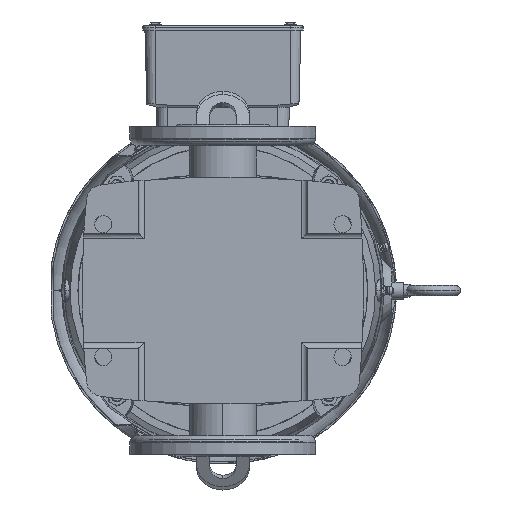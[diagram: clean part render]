
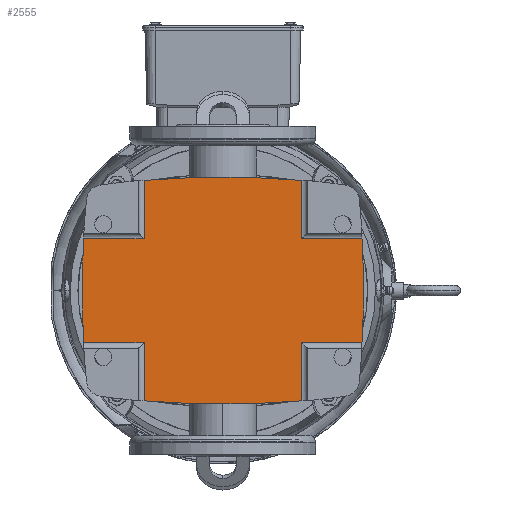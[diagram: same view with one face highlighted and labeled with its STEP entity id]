
A CAD part, front view. The second image highlights one B-rep face of the part: STEP entity #2555.
In plain terms, the highlighted planar face has unit normal (0, -1, 0).
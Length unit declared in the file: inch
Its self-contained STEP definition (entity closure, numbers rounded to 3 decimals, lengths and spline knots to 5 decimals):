
#455 = VERTEX_POINT ( 'NONE', #76077 ) ;
#946 = CARTESIAN_POINT ( 'NONE',  ( 1.54265, 0.19685, 4.11924 ) ) ;
#1826 = LINE ( 'NONE', #13353, #77329 ) ;
#2555 = ADVANCED_FACE ( 'NONE', ( #15165 ), #5458, .F. ) ;
#2932 = CIRCLE ( 'NONE', #66665, 26.47079 ) ;
#4777 = CARTESIAN_POINT ( 'NONE',  ( 0., 0.19685, -23.10236 ) ) ;
#5458 = PLANE ( 'NONE',  #57390 ) ;
#5506 = DIRECTION ( 'NONE',  ( 1., 0., 0. ) ) ;
#5562 = VERTEX_POINT ( 'NONE', #37677 ) ;
#6270 = CARTESIAN_POINT ( 'NONE',  ( 3.26434, 0.19685, -2.33625 ) ) ;
#6311 = EDGE_CURVE ( 'NONE', #455, #13643, #34316, .T. ) ;
#6829 = CIRCLE ( 'NONE', #53776, 27.26527 ) ;
#7541 = ORIENTED_EDGE ( 'NONE', *, *, #69034, .T. ) ;
#7606 = DIRECTION ( 'NONE',  ( 0., 1., 0. ) ) ;
#8246 = CARTESIAN_POINT ( 'NONE',  ( 0., 0.19685, -23.10236 ) ) ;
#9296 = DIRECTION ( 'NONE',  ( 0., 0., 1. ) ) ;
#10793 = CARTESIAN_POINT ( 'NONE',  ( -1.54265, 0.19685, -4.11924 ) ) ;
#10928 = EDGE_CURVE ( 'NONE', #59285, #5562, #32940, .T. ) ;
#10960 = EDGE_CURVE ( 'NONE', #56638, #54332, #64647, .T. ) ;
#12580 = CARTESIAN_POINT ( 'NONE',  ( -1.54265, 0.19685, -4.59646 ) ) ;
#12726 = LINE ( 'NONE', #16195, #33294 ) ;
#12957 = CARTESIAN_POINT ( 'NONE',  ( -1.54265, 0.19685, -4.59646 ) ) ;
#13353 = CARTESIAN_POINT ( 'NONE',  ( -4.59646, 0.19685, -2.33625 ) ) ;
#13643 = VERTEX_POINT ( 'NONE', #68678 ) ;
#14512 = ORIENTED_EDGE ( 'NONE', *, *, #76230, .T. ) ;
#15165 = FACE_OUTER_BOUND ( 'NONE', #45915, .T. ) ;
#15521 = VERTEX_POINT ( 'NONE', #22197 ) ;
#16195 = CARTESIAN_POINT ( 'NONE',  ( -4.59646, 0.19685, 2.33625 ) ) ;
#16227 = ORIENTED_EDGE ( 'NONE', *, *, #24271, .F. ) ;
#17678 = DIRECTION ( 'NONE',  ( 0., 1., 0. ) ) ;
#18284 = EDGE_CURVE ( 'NONE', #13643, #28852, #52512, .T. ) ;
#18514 = CARTESIAN_POINT ( 'NONE',  ( -3.26434, 0.19685, -2.33625 ) ) ;
#18852 = LINE ( 'NONE', #69426, #62665 ) ;
#19909 = ORIENTED_EDGE ( 'NONE', *, *, #18284, .F. ) ;
#20358 = VECTOR ( 'NONE', #48039, 39.37008 ) ;
#20888 = LINE ( 'NONE', #12957, #66579 ) ;
#20988 = EDGE_CURVE ( 'NONE', #65949, #31730, #18852, .T. ) ;
#21537 = ORIENTED_EDGE ( 'NONE', *, *, #66856, .F. ) ;
#21676 = ORIENTED_EDGE ( 'NONE', *, *, #68707, .F. ) ;
#21783 = CARTESIAN_POINT ( 'NONE',  ( 23.10315, 0.19685, 0. ) ) ;
#22197 = CARTESIAN_POINT ( 'NONE',  ( -1.54265, 0.19685, -2.33625 ) ) ;
#22544 = ORIENTED_EDGE ( 'NONE', *, *, #75784, .F. ) ;
#23634 = AXIS2_PLACEMENT_3D ( 'NONE', #47436, #42194, #71885 ) ;
#24025 = CARTESIAN_POINT ( 'NONE',  ( -1.54265, 0.19685, 2.33625 ) ) ;
#24271 = EDGE_CURVE ( 'NONE', #28852, #15521, #48274, .T. ) ;
#25016 = DIRECTION ( 'NONE',  ( 0., 0., 1. ) ) ;
#26051 = CARTESIAN_POINT ( 'NONE',  ( -3.26434, 0.19685, 2.33625 ) ) ;
#28463 = DIRECTION ( 'NONE',  ( 0., -1., 0. ) ) ;
#28852 = VERTEX_POINT ( 'NONE', #10793 ) ;
#30510 = VECTOR ( 'NONE', #54269, 39.37008 ) ;
#31255 = CARTESIAN_POINT ( 'NONE',  ( -23.10315, 0.19685, 0. ) ) ;
#31646 = ORIENTED_EDGE ( 'NONE', *, *, #20988, .T. ) ;
#31730 = VERTEX_POINT ( 'NONE', #6270 ) ;
#32940 = CIRCLE ( 'NONE', #51727, 27.26527 ) ;
#33294 = VECTOR ( 'NONE', #52432, 39.37008 ) ;
#33823 = LINE ( 'NONE', #57021, #42197 ) ;
#34316 = CIRCLE ( 'NONE', #23634, 27.26527 ) ;
#34466 = DIRECTION ( 'NONE',  ( 0., 0., 1. ) ) ;
#37677 = CARTESIAN_POINT ( 'NONE',  ( 0., 0.19685, 4.16291 ) ) ;
#40020 = LINE ( 'NONE', #58900, #59610 ) ;
#40485 = VERTEX_POINT ( 'NONE', #73469 ) ;
#41145 = CARTESIAN_POINT ( 'NONE',  ( -1.54265, 0.19685, -4.59646 ) ) ;
#42104 = EDGE_CURVE ( 'NONE', #455, #65949, #33823, .T. ) ;
#42194 = DIRECTION ( 'NONE',  ( 0., 1., 0. ) ) ;
#42197 = VECTOR ( 'NONE', #73977, 39.37008 ) ;
#42289 = CARTESIAN_POINT ( 'NONE',  ( 1.54265, 0.19685, -4.59646 ) ) ;
#42825 = DIRECTION ( 'NONE',  ( 1., 0., 0. ) ) ;
#43008 = DIRECTION ( 'NONE',  ( 0., 1., 0. ) ) ;
#44295 = CARTESIAN_POINT ( 'NONE',  ( 3.26434, 0.19685, 2.33625 ) ) ;
#45915 = EDGE_LOOP ( 'NONE', ( #22544, #56925, #51642, #14512, #16227, #19909, #71349, #70748, #31646, #21537, #21676, #52406, #48720, #7541 ) ) ;
#47436 = CARTESIAN_POINT ( 'NONE',  ( 0., 0.19685, 23.10236 ) ) ;
#48039 = DIRECTION ( 'NONE',  ( 0., 0., 1. ) ) ;
#48274 = LINE ( 'NONE', #12580, #30510 ) ;
#48425 = DIRECTION ( 'NONE',  ( 0., 0., 1. ) ) ;
#48720 = ORIENTED_EDGE ( 'NONE', *, *, #10928, .T. ) ;
#51495 = AXIS2_PLACEMENT_3D ( 'NONE', #53780, #7606, #56328 ) ;
#51642 = ORIENTED_EDGE ( 'NONE', *, *, #10960, .T. ) ;
#51727 = AXIS2_PLACEMENT_3D ( 'NONE', #8246, #69211, #9296 ) ;
#52406 = ORIENTED_EDGE ( 'NONE', *, *, #70316, .T. ) ;
#52432 = DIRECTION ( 'NONE',  ( 1., 0., 0. ) ) ;
#52512 = CIRCLE ( 'NONE', #51495, 27.26527 ) ;
#52863 = DIRECTION ( 'NONE',  ( 0., 0., 1. ) ) ;
#53776 = AXIS2_PLACEMENT_3D ( 'NONE', #4777, #28463, #34466 ) ;
#53780 = CARTESIAN_POINT ( 'NONE',  ( 0., 0.19685, 23.10236 ) ) ;
#53998 = VERTEX_POINT ( 'NONE', #72748 ) ;
#54269 = DIRECTION ( 'NONE',  ( 0., 0., 1. ) ) ;
#54277 = EDGE_CURVE ( 'NONE', #56638, #62683, #12726, .T. ) ;
#54332 = VERTEX_POINT ( 'NONE', #18514 ) ;
#56095 = VERTEX_POINT ( 'NONE', #44295 ) ;
#56328 = DIRECTION ( 'NONE',  ( 0., 0., 1. ) ) ;
#56638 = VERTEX_POINT ( 'NONE', #26051 ) ;
#56925 = ORIENTED_EDGE ( 'NONE', *, *, #54277, .F. ) ;
#57021 = CARTESIAN_POINT ( 'NONE',  ( 1.54265, 0.19685, -4.59646 ) ) ;
#57390 = AXIS2_PLACEMENT_3D ( 'NONE', #41145, #17678, #52863 ) ;
#58900 = CARTESIAN_POINT ( 'NONE',  ( -4.59646, 0.19685, 2.33625 ) ) ;
#59285 = VERTEX_POINT ( 'NONE', #946 ) ;
#59610 = VECTOR ( 'NONE', #5506, 39.37008 ) ;
#60878 = CARTESIAN_POINT ( 'NONE',  ( 1.54265, 0.19685, -2.33625 ) ) ;
#62665 = VECTOR ( 'NONE', #66608, 39.37008 ) ;
#62683 = VERTEX_POINT ( 'NONE', #24025 ) ;
#64647 = CIRCLE ( 'NONE', #69161, 26.47079 ) ;
#65949 = VERTEX_POINT ( 'NONE', #60878 ) ;
#66064 = LINE ( 'NONE', #42289, #20358 ) ;
#66579 = VECTOR ( 'NONE', #48425, 39.37008 ) ;
#66608 = DIRECTION ( 'NONE',  ( 1., 0., 0. ) ) ;
#66665 = AXIS2_PLACEMENT_3D ( 'NONE', #31255, #43008, #25016 ) ;
#66856 = EDGE_CURVE ( 'NONE', #56095, #31730, #2932, .T. ) ;
#68678 = CARTESIAN_POINT ( 'NONE',  ( 0., 0.19685, -4.16291 ) ) ;
#68683 = DIRECTION ( 'NONE',  ( 0., 0., 1. ) ) ;
#68707 = EDGE_CURVE ( 'NONE', #40485, #56095, #40020, .T. ) ;
#68945 = DIRECTION ( 'NONE',  ( 0., -1., 0. ) ) ;
#69034 = EDGE_CURVE ( 'NONE', #5562, #53998, #6829, .T. ) ;
#69161 = AXIS2_PLACEMENT_3D ( 'NONE', #21783, #68945, #68683 ) ;
#69211 = DIRECTION ( 'NONE',  ( 0., -1., 0. ) ) ;
#69426 = CARTESIAN_POINT ( 'NONE',  ( -4.59646, 0.19685, -2.33625 ) ) ;
#70316 = EDGE_CURVE ( 'NONE', #40485, #59285, #66064, .T. ) ;
#70748 = ORIENTED_EDGE ( 'NONE', *, *, #42104, .T. ) ;
#71349 = ORIENTED_EDGE ( 'NONE', *, *, #6311, .F. ) ;
#71885 = DIRECTION ( 'NONE',  ( 0., 0., 1. ) ) ;
#72748 = CARTESIAN_POINT ( 'NONE',  ( -1.54265, 0.19685, 4.11924 ) ) ;
#73469 = CARTESIAN_POINT ( 'NONE',  ( 1.54265, 0.19685, 2.33625 ) ) ;
#73977 = DIRECTION ( 'NONE',  ( 0., 0., 1. ) ) ;
#75784 = EDGE_CURVE ( 'NONE', #62683, #53998, #20888, .T. ) ;
#76077 = CARTESIAN_POINT ( 'NONE',  ( 1.54265, 0.19685, -4.11924 ) ) ;
#76230 = EDGE_CURVE ( 'NONE', #54332, #15521, #1826, .T. ) ;
#77329 = VECTOR ( 'NONE', #42825, 39.37008 ) ;
